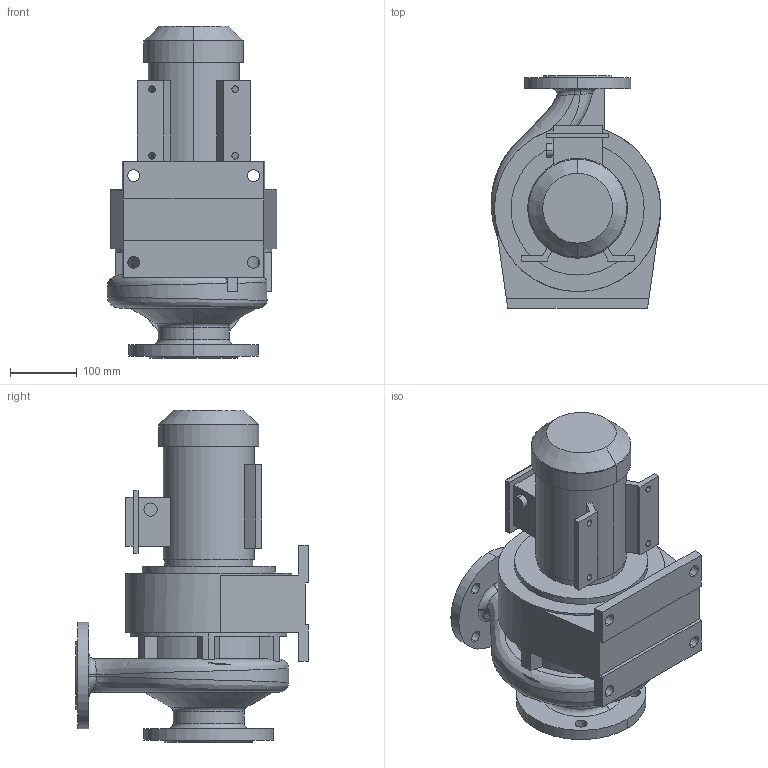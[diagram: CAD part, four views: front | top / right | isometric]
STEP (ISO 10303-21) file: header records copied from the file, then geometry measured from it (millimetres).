
FILE_DESCRIPTION (( 'STEP AP214' ), '1' );
FILE_NAME ('帎80-50-200 80A4.STEP', '2012-07-27T06:04:02', ( 'referent' ), ( '' ), 'SwSTEP 2.0', 'SolidWorks 2012', '' );
FILE_SCHEMA (( 'AUTOMOTIVE_DESIGN' ));
Length unit declared in the file: millimetre
Products named in the file (1): 帎80-50-200 80A4
Bounding box: 254.84 x 350 x 499 mm (x, y, z)
Volume: 14599058 mm3; surface area: 741944.6 mm2
Topology: 2 solids, 2 shells, 211 faces, 550 edges, 359 vertices
Faces by surface type: plane 96, cylinder 83, bspline 17, cone 10, torus 5
Entity records: 13037 total; most frequent: CARTESIAN_POINT 5470, ORIENTED_EDGE 1100, DIRECTION 1055, EDGE_CURVE 550, AXIS2_PLACEMENT_3D 394, VERTEX_POINT 359, VECTOR 267, LINE 267
